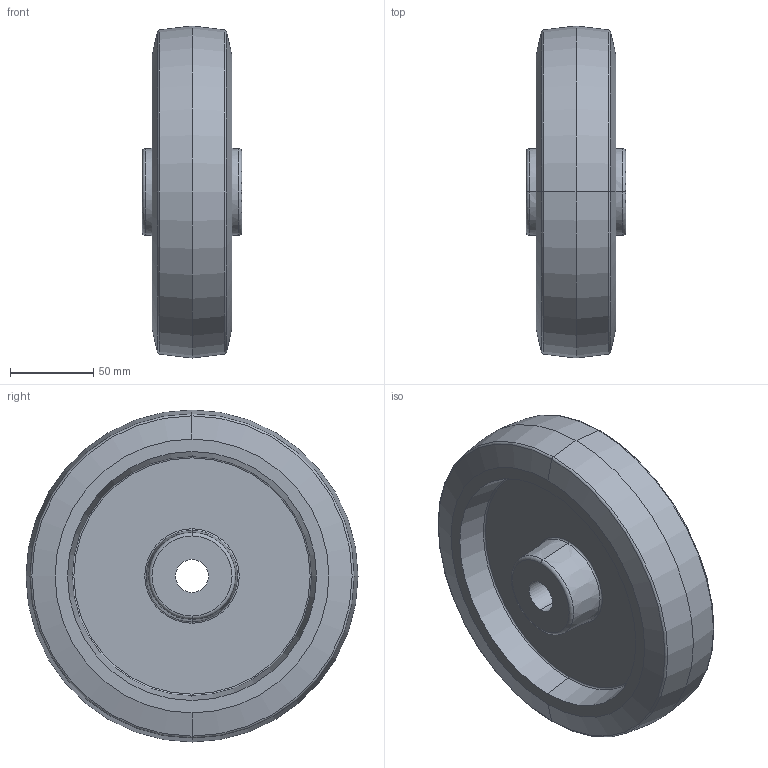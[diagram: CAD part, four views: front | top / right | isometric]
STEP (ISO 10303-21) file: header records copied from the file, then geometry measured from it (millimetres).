
FILE_DESCRIPTION (( 'STEP AP214' ), '1' );
FILE_NAME ('0028759K_ER_200_48_4R_C.STEP', '2013-02-05T13:08:31', ( '' ), ( '' ), 'SwSTEP 2.0', 'SolidWorks 2012', '' );
FILE_SCHEMA (( 'AUTOMOTIVE_DESIGN' ));
Length unit declared in the file: millimetre
Products named in the file (1): 0028759K_ER_200_48_4R_C
Bounding box: 60 x 200 x 200 mm (x, y, z)
Volume: 912390.2 mm3; surface area: 109654.4 mm2
Topology: 1 solids, 1 shells, 40 faces, 80 edges, 46 vertices
Faces by surface type: torus 16, cone 16, plane 6, cylinder 2
Entity records: 1528 total; most frequent: DIRECTION 224, CARTESIAN_POINT 167, ORIENTED_EDGE 160, AXIS2_PLACEMENT_3D 103, EDGE_CURVE 80, CIRCLE 62, VERTEX_POINT 46, EDGE_LOOP 46
